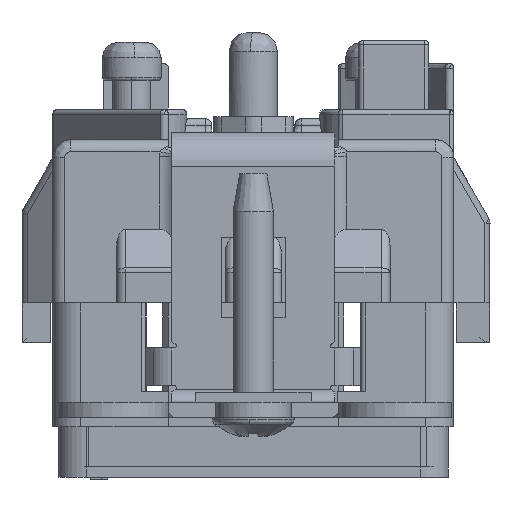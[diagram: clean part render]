
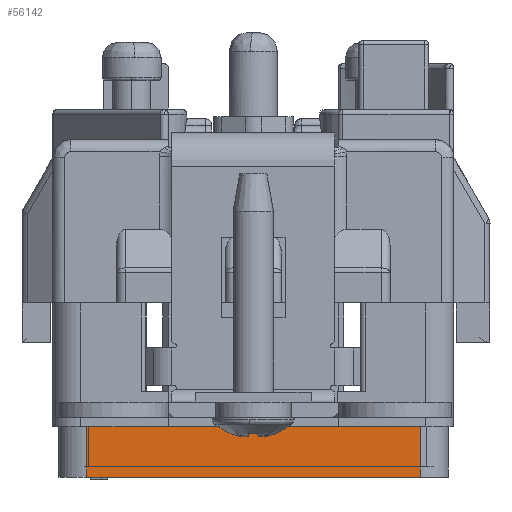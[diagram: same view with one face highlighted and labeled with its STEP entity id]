
A CAD part, front view. The second image highlights one B-rep face of the part: STEP entity #56142.
In plain terms, the highlighted planar face has unit normal (0, -1, 0).
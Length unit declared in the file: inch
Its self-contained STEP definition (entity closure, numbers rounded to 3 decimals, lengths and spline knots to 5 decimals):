
#2139 = LINE ( 'NONE', #23143, #55141 ) ;
#3132 = CARTESIAN_POINT ( 'NONE',  ( -0.552, -1.305, -0.73732 ) ) ;
#8087 = ORIENTED_EDGE ( 'NONE', *, *, #24448, .F. ) ;
#8687 = VERTEX_POINT ( 'NONE', #94970 ) ;
#10992 = LINE ( 'NONE', #86155, #95404 ) ;
#11216 = DIRECTION ( 'NONE',  ( 0., 0., 1. ) ) ;
#16623 = FACE_OUTER_BOUND ( 'NONE', #36139, .T. ) ;
#19181 = LINE ( 'NONE', #48940, #56145 ) ;
#19784 = EDGE_CURVE ( 'NONE', #51412, #22642, #2139, .T. ) ;
#19929 = ORIENTED_EDGE ( 'NONE', *, *, #19784, .F. ) ;
#22642 = VERTEX_POINT ( 'NONE', #62513 ) ;
#23143 = CARTESIAN_POINT ( 'NONE',  ( -0.552, -1.305, -0.73744 ) ) ;
#24448 = EDGE_CURVE ( 'NONE', #93002, #8687, #32095, .T. ) ;
#25760 = DIRECTION ( 'NONE',  ( 0., 0., -1. ) ) ;
#26316 = ORIENTED_EDGE ( 'NONE', *, *, #79797, .T. ) ;
#32095 = LINE ( 'NONE', #54492, #68557 ) ;
#32414 = DIRECTION ( 'NONE',  ( 0., 0., 1. ) ) ;
#36139 = EDGE_LOOP ( 'NONE', ( #19929, #72294, #8087, #26316 ) ) ;
#48940 = CARTESIAN_POINT ( 'NONE',  ( 0.55212, -1.305, -0.57032 ) ) ;
#51412 = VERTEX_POINT ( 'NONE', #3132 ) ;
#54492 = CARTESIAN_POINT ( 'NONE',  ( 0.552, -1.305, -0.5702 ) ) ;
#55141 = VECTOR ( 'NONE', #32414, 39.37008 ) ;
#56142 = ADVANCED_FACE ( 'NONE', ( #16623 ), #75809, .T. ) ;
#56145 = VECTOR ( 'NONE', #70527, 39.37008 ) ;
#62513 = CARTESIAN_POINT ( 'NONE',  ( -0.552, -1.305, -0.57032 ) ) ;
#63530 = DIRECTION ( 'NONE',  ( 0., -1., 0. ) ) ;
#63792 = DIRECTION ( 'NONE',  ( -1., 0., 0. ) ) ;
#66631 = AXIS2_PLACEMENT_3D ( 'NONE', #85861, #63530, #11216 ) ;
#68557 = VECTOR ( 'NONE', #25760, 39.37008 ) ;
#69407 = CARTESIAN_POINT ( 'NONE',  ( 0.552, -1.305, -0.57032 ) ) ;
#70527 = DIRECTION ( 'NONE',  ( -1., 0., 0. ) ) ;
#71383 = EDGE_CURVE ( 'NONE', #8687, #51412, #10992, .T. ) ;
#72294 = ORIENTED_EDGE ( 'NONE', *, *, #71383, .F. ) ;
#75809 = PLANE ( 'NONE',  #66631 ) ;
#79797 = EDGE_CURVE ( 'NONE', #93002, #22642, #19181, .T. ) ;
#85861 = CARTESIAN_POINT ( 'NONE',  ( 0.55212, -1.305, -0.5702 ) ) ;
#86155 = CARTESIAN_POINT ( 'NONE',  ( 0.64512, -1.305, -0.73732 ) ) ;
#93002 = VERTEX_POINT ( 'NONE', #69407 ) ;
#94970 = CARTESIAN_POINT ( 'NONE',  ( 0.552, -1.305, -0.73732 ) ) ;
#95404 = VECTOR ( 'NONE', #63792, 39.37008 ) ;
